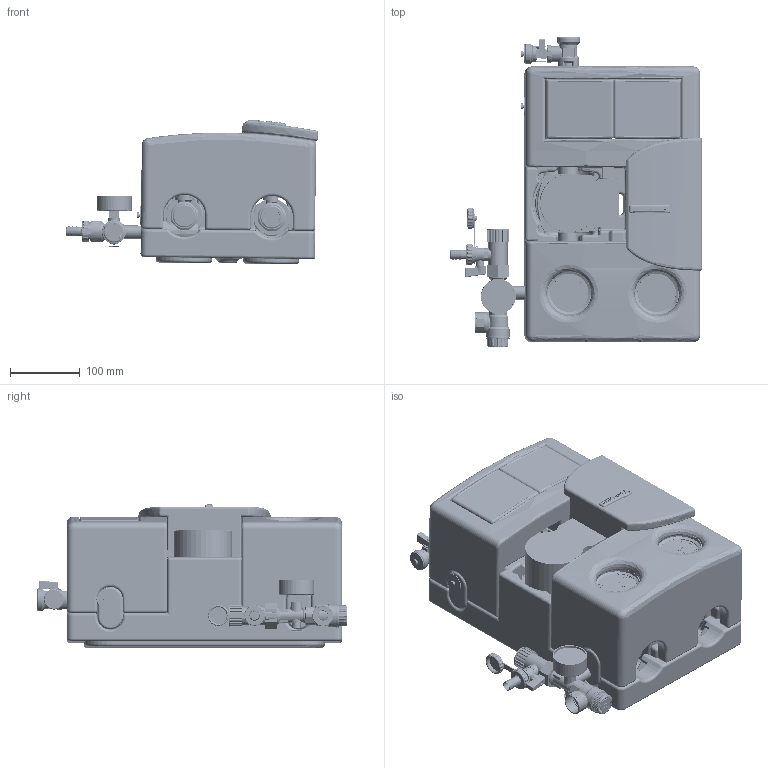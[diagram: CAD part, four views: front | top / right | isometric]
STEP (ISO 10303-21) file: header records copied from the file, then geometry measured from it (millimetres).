
FILE_DESCRIPTION(/* description */ ('PG DN25 Solar'),/* implementation_level */ '2;1');
FILE_NAME(/* name */ 'DIX.2.024.025.010.stp',/* time_stamp */ '2019-06-27T10:31:28+02:00',/* author */ ('F.Mueller'),/* organization */ (''),/* preprocessor_version */ 'ST-DEVELOPER v17',/* originating_system */ 'Autodesk Inventor 2019',/* authorisation */ '');
FILE_SCHEMA (('AUTOMOTIVE_DESIGN { 1 0 10303 214 3 1 1 }'));
Products named in the file (29): DIX.2.024.025.010; DIX.2.004.025.001; DI.2.004.025.001_1; DI.2.004.025.001_3; DI.2.004.025.001_4; DI.2.004.025.001_5; DI.2.004.025.001_6; DI.2.004.025.001_2; DI.1.028.07.000.001_1; DIX.2.024.025.010_1; DIX.1.029.025.001; DI.1.029.025.001_3; DI.1.029.025.001_2; DI.1.029.025.001_1; DI.1.016.025.003; DI.2.049.025.009; DI.1.009.13.040.001; DI.2.002.025.034; DIX.2.005.025.006; DI.1.005.025.006; DI.1.007.000.076.001; DIX.2.005.025.007; DI.1.005.025.007; DI.1.007.000.076.002; DI.1.002.03.040.019; DI.1.009.020.020; DI.2.005.020.001; DI.1.018.025.001; DI.2.004.09.025.001_5
Assembly tree (37 placements, depth 4):
  DIX.2.024.025.010
    DIX.2.004.025.001
      DI.2.004.025.001_1
      DI.2.004.025.001_3
      DI.2.004.025.001_4
      DI.2.004.025.001_5
      DI.2.004.025.001_6  x4
      DI.2.004.025.001_2  x2
    DI.1.028.07.000.001_1
    DIX.2.024.025.010_1
      DI.1.002.03.040.019  x2
      DI.1.009.13.040.001  x4
      DIX.1.029.025.001
        DI.1.029.025.001_3
        DI.1.029.025.001_2
        DI.1.029.025.001_1
      DI.1.016.025.003
      DI.2.049.025.009
      DI.1.009.020.020  x2
      DI.2.002.025.034
      DIX.2.005.025.006
        DI.1.005.025.006
        DI.1.007.000.076.001
      DIX.2.005.025.007
        DI.1.005.025.007
        DI.1.007.000.076.002
      DI.2.005.020.001
      DI.1.018.025.001
    DI.2.004.09.025.001_5
Bounding box: 359.03 x 443.47 x 206.25 mm (x, y, z)
Volume: 11923569.1 mm3; surface area: 1395720.6 mm2
Topology: 65 solids, 74 shells, 6185 faces, 15908 edges, 9681 vertices
Faces by surface type: cylinder 1886, plane 1875, bspline 1487, torus 416, sphere 312, cone 209
Full cylindrical faces by diameter (mm): 1.352 x1, 1.5 x1, 2.487 x8, 2.729 x1, 3 x1, 3.2 x1, 4 x1, 4.5 x2, 5.5 x1, 5.6 x2, 6 x2, 6.5 x1, 7 x3, 8 x2, 8.5 x2, 9 x2, 10 x3, 11 x2, 11.5 x1, 11.7 x2, 12 x1, 13.5 x1, 14 x1, 14.2 x2, 14.5 x2, 15 x3, 15.2 x6, 15.5 x1, 16 x6, 16.325 x1
Entity records: 277927 total; most frequent: CARTESIAN_POINT 138427, ORIENTED_EDGE 30270, DIRECTION 25415, EDGE_CURVE 15137, AXIS2_PLACEMENT_3D 9647, VERTEX_POINT 9345, EDGE_LOOP 6155, LINE 6121
